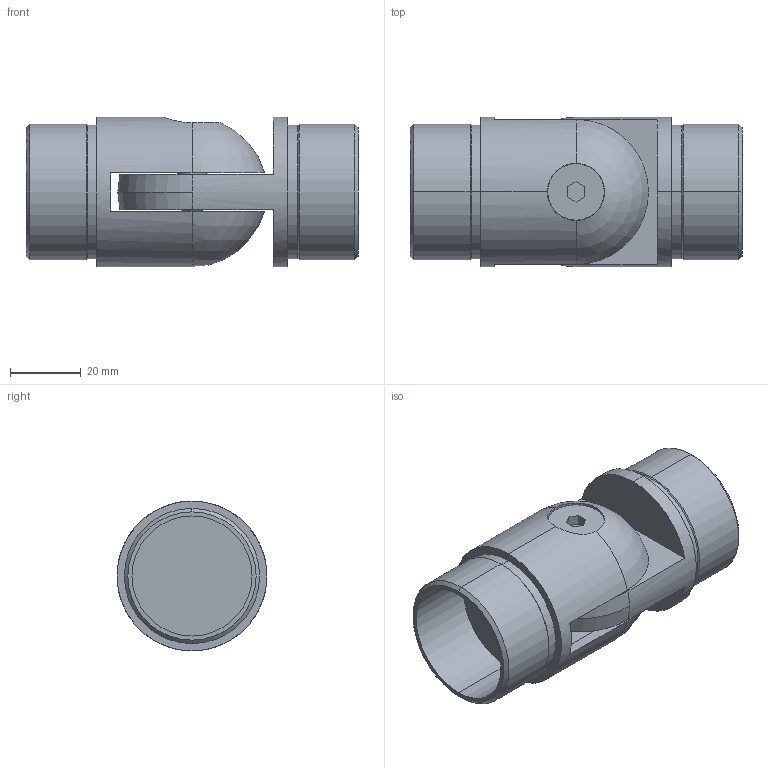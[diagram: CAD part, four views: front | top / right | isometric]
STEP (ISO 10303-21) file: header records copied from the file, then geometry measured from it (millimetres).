
FILE_DESCRIPTION (( 'STEP AP203' ), '1' );
FILE_NAME ('A_0302-242.STEP', '2019-07-16T06:53:43', ( '' ), ( '' ), 'SwSTEP 2.0', 'SolidWorks 2019', '' );
FILE_SCHEMA (( 'CONFIG_CONTROL_DESIGN' ));
Length unit declared in the file: millimetre
Products named in the file (4): A_0302-242 P1; Skrutka DIN 7991_Skrutka M 8x 25; A_0302-242; A_0302-242 P2
Assembly tree (3 placements, depth 2):
  A_0302-242
    A_0302-242 P1
    A_0302-242 P2
    Skrutka DIN 7991_Skrutka M 8x 25
Bounding box: 94 x 42.4 x 42.4 mm (x, y, z)
Volume: 55078.3 mm3; surface area: 29069 mm2
Topology: 3 solids, 3 shells, 95 faces, 218 edges, 132 vertices
Faces by surface type: cylinder 36, plane 24, cone 18, torus 11, sphere 6
Entity records: 3176 total; most frequent: DIRECTION 532, CARTESIAN_POINT 530, ORIENTED_EDGE 434, AXIS2_PLACEMENT_3D 220, EDGE_CURVE 217, VERTEX_POINT 132, CIRCLE 119, EDGE_LOOP 103
